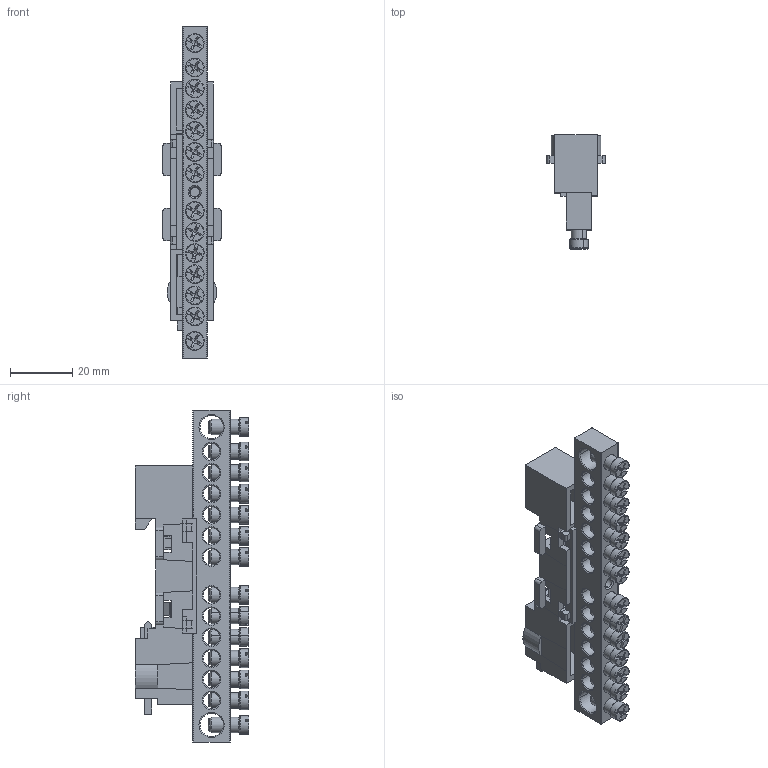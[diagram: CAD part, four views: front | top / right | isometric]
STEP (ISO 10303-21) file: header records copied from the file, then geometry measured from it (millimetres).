
FILE_DESCRIPTION (( 'STEP AP214' ), '1' );
FILE_NAME ('KSN-8 8õ12-14.STEP', '2023-11-22T08:32:08', ( '' ), ( '' ), 'SwSTEP 2.0', 'SolidWorks 2022', '' );
FILE_SCHEMA (( 'AUTOMOTIVE_DESIGN' ));
Length unit declared in the file: millimetre
Products named in the file (8): UHBT-4-8x12.14.00; KSN-8 8х12-14; UHBT-4-8x12.14.01; Подставка универсалM1_Каталог_2016_100А; SHBT-01 02 8х12; Винт М5х10_20140212; Винт М4х8; защелка UH_каталог
Assembly tree (20 placements, depth 3):
  KSN-8 8х12-14
    Подставка универсалM1_Каталог_2016_100А
    защелка UH_каталог
    SHBT-01 02 8х12
    Винт М4х8
    UHBT-4-8x12.14.00
      UHBT-4-8x12.14.01
      Винт М5х10_20140212  x14
Bounding box: 18.8 x 36.6 x 107 mm (x, y, z)
Volume: 19148.2 mm3; surface area: 20616.7 mm2
Topology: 19 solids, 19 shells, 1230 faces, 3390 edges, 2167 vertices
Faces by surface type: plane 669, cone 223, cylinder 206, torus 130, bspline 2
Entity records: 20467 total; most frequent: CARTESIAN_POINT 4465, ORIENTED_EDGE 3292, DIRECTION 3075, EDGE_CURVE 1646, LINE 1107, VECTOR 1107, VERTEX_POINT 1062, AXIS2_PLACEMENT_3D 984
